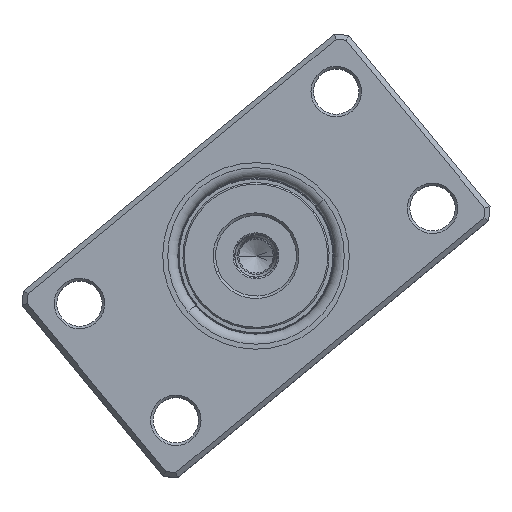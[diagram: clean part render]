
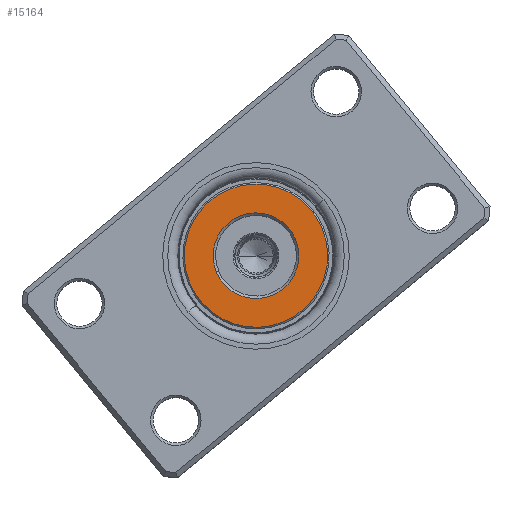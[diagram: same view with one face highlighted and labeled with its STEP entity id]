
A CAD part, top view. The second image highlights one B-rep face of the part: STEP entity #15164.
In plain terms, the highlighted face is planar.
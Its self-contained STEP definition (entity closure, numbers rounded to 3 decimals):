
#3136 = EDGE_LOOP ( 'NONE', ( #10774, #8431 ) ) ;
#3269 = DIRECTION ( 'NONE',  ( 0., 0., -1. ) ) ;
#3647 = EDGE_CURVE ( 'NONE', #42328, #37353, #25431, .T. ) ;
#5958 = AXIS2_PLACEMENT_3D ( 'NONE', #13478, #13769, #23617 ) ;
#8238 = FACE_BOUND ( 'NONE', #43602, .T. ) ;
#8309 = DIRECTION ( 'NONE',  ( 1., 0., 0. ) ) ;
#8431 = ORIENTED_EDGE ( 'NONE', *, *, #12155, .T. ) ;
#8743 = DIRECTION ( 'NONE',  ( 0., 0., 1. ) ) ;
#9430 = AXIS2_PLACEMENT_3D ( 'NONE', #41484, #3269, #27923 ) ;
#9993 = PLANE ( 'NONE',  #5958 ) ;
#10774 = ORIENTED_EDGE ( 'NONE', *, *, #3647, .T. ) ;
#11398 = AXIS2_PLACEMENT_3D ( 'NONE', #40000, #15545, #8309 ) ;
#12155 = EDGE_CURVE ( 'NONE', #37353, #42328, #41836, .T. ) ;
#13348 = ORIENTED_EDGE ( 'NONE', *, *, #30825, .T. ) ;
#13478 = CARTESIAN_POINT ( 'NONE',  ( 0., 0., 0. ) ) ;
#13769 = DIRECTION ( 'NONE',  ( 0., 0., 1. ) ) ;
#14982 = CARTESIAN_POINT ( 'NONE',  ( 0., 0., 0. ) ) ;
#15164 = ADVANCED_FACE ( 'NONE', ( #15259, #8238 ), #9993, .F. ) ;
#15259 = FACE_OUTER_BOUND ( 'NONE', #3136, .T. ) ;
#15545 = DIRECTION ( 'NONE',  ( 0., 0., -1. ) ) ;
#16629 = CARTESIAN_POINT ( 'NONE',  ( -14.2, 0., 0. ) ) ;
#16643 = CARTESIAN_POINT ( 'NONE',  ( 8.5, 0., 0. ) ) ;
#16890 = VERTEX_POINT ( 'NONE', #16643 ) ;
#17096 = EDGE_CURVE ( 'NONE', #16890, #31115, #37867, .T. ) ;
#19244 = AXIS2_PLACEMENT_3D ( 'NONE', #14982, #28466, #25436 ) ;
#23617 = DIRECTION ( 'NONE',  ( 1., 0., 0. ) ) ;
#25431 = CIRCLE ( 'NONE', #9430, 14.2 ) ;
#25436 = DIRECTION ( 'NONE',  ( 1., 0., 0. ) ) ;
#26298 = CARTESIAN_POINT ( 'NONE',  ( 0., 0., 0. ) ) ;
#27923 = DIRECTION ( 'NONE',  ( 1., 0., 0. ) ) ;
#28032 = CIRCLE ( 'NONE', #38385, 8.5 ) ;
#28466 = DIRECTION ( 'NONE',  ( 0., 0., 1. ) ) ;
#30825 = EDGE_CURVE ( 'NONE', #31115, #16890, #28032, .T. ) ;
#31115 = VERTEX_POINT ( 'NONE', #42582 ) ;
#36693 = DIRECTION ( 'NONE',  ( 1., 0., 0. ) ) ;
#37353 = VERTEX_POINT ( 'NONE', #16629 ) ;
#37867 = CIRCLE ( 'NONE', #19244, 8.5 ) ;
#38385 = AXIS2_PLACEMENT_3D ( 'NONE', #26298, #8743, #36693 ) ;
#38524 = ORIENTED_EDGE ( 'NONE', *, *, #17096, .T. ) ;
#40000 = CARTESIAN_POINT ( 'NONE',  ( 0., 0., 0. ) ) ;
#41484 = CARTESIAN_POINT ( 'NONE',  ( 0., 0., 0. ) ) ;
#41836 = CIRCLE ( 'NONE', #11398, 14.2 ) ;
#42328 = VERTEX_POINT ( 'NONE', #44472 ) ;
#42582 = CARTESIAN_POINT ( 'NONE',  ( -8.5, 0., 0. ) ) ;
#43602 = EDGE_LOOP ( 'NONE', ( #13348, #38524 ) ) ;
#44472 = CARTESIAN_POINT ( 'NONE',  ( 14.2, 0., 0. ) ) ;
